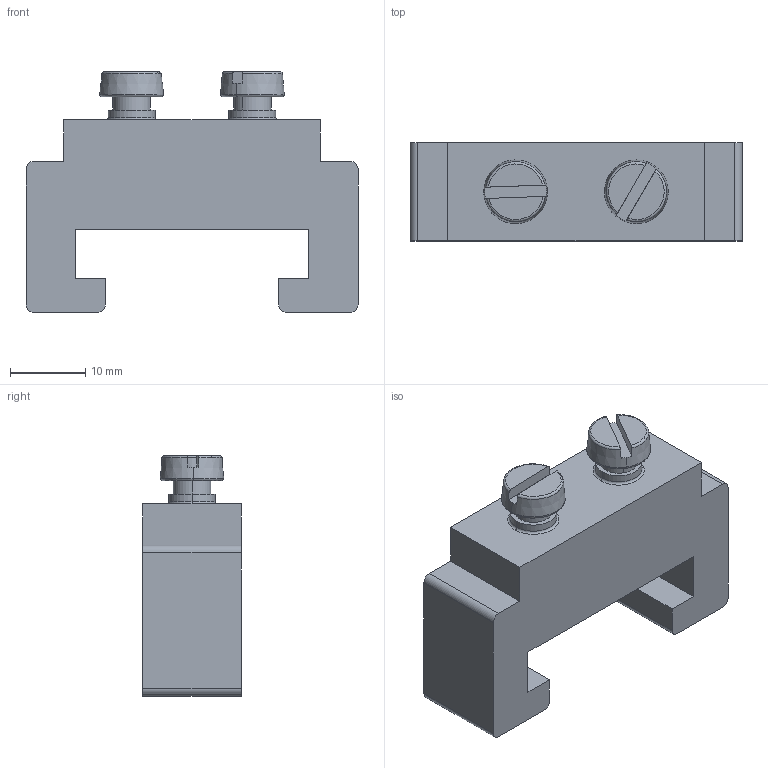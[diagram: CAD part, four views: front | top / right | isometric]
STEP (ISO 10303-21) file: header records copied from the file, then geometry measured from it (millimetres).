
FILE_DESCRIPTION (( 'STEP AP214' ), '1' );
FILE_NAME ('400120_BIK 2.STP', '2013-11-14T08:38:59', ( 'arge' ), ( 'Microsoft' ), 'SwSTEP 2.0', 'SolidWorks 2013', '' );
FILE_SCHEMA (( 'AUTOMOTIVE_DESIGN' ));
Length unit declared in the file: millimetre
Products named in the file (1): 400120_BIK 2
Bounding box: 44 x 13 x 31.88 mm (x, y, z)
Volume: 10350 mm3; surface area: 4220.8 mm2
Topology: 1 solids, 1 shells, 62 faces, 154 edges, 100 vertices
Faces by surface type: plane 32, cylinder 14, torus 12, cone 4
Entity records: 2630 total; most frequent: CARTESIAN_POINT 405, DIRECTION 328, ORIENTED_EDGE 308, EDGE_CURVE 154, AXIS2_PLACEMENT_3D 127, VERTEX_POINT 100, LINE 74, VECTOR 74
